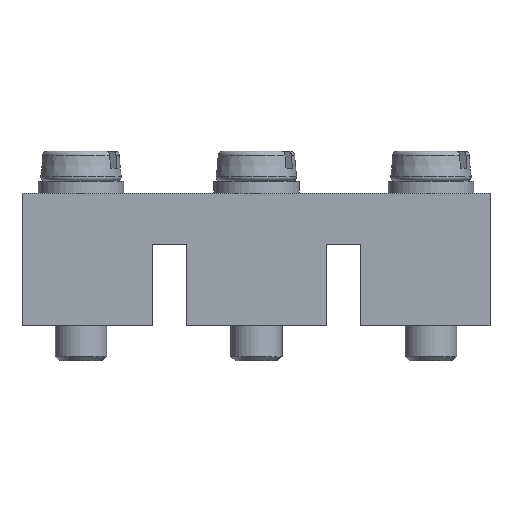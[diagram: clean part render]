
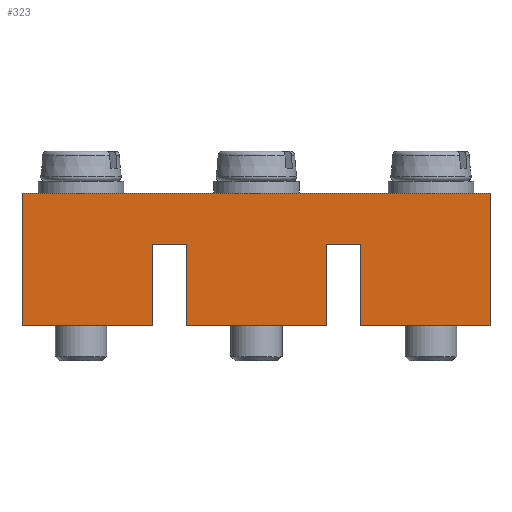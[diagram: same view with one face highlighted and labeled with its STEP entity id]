
A CAD part, top view. The second image highlights one B-rep face of the part: STEP entity #323.
In plain terms, the highlighted planar face has unit normal (0, 0, 1).
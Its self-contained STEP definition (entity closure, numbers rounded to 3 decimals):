
#132=PLANE('',#1209);
#170=FACE_OUTER_BOUND('',#537,.T.);
#196=LINE('',#1881,#244);
#199=LINE('',#1889,#247);
#203=LINE('',#1902,#251);
#204=LINE('',#1904,#252);
#205=LINE('',#1906,#253);
#206=LINE('',#1908,#254);
#207=LINE('',#1910,#255);
#208=LINE('',#1912,#256);
#209=LINE('',#1914,#257);
#210=LINE('',#1916,#258);
#211=LINE('',#1917,#259);
#212=LINE('',#1919,#260);
#244=VECTOR('',#1418,1.);
#247=VECTOR('',#1425,1.);
#251=VECTOR('',#1435,1.);
#252=VECTOR('',#1436,1.);
#253=VECTOR('',#1437,1.);
#254=VECTOR('',#1438,1.);
#255=VECTOR('',#1439,1.);
#256=VECTOR('',#1440,1.);
#257=VECTOR('',#1441,1.);
#258=VECTOR('',#1442,1.);
#259=VECTOR('',#1443,1.);
#260=VECTOR('',#1444,1.);
#323=ADVANCED_FACE('',(#170),#132,.T.);
#537=EDGE_LOOP('',(#715,#716,#717,#718,#719,#720,#721,#722,#723,#724,#725,
#726));
#715=ORIENTED_EDGE('',*,*,#1004,.T.);
#716=ORIENTED_EDGE('',*,*,#1014,.T.);
#717=ORIENTED_EDGE('',*,*,#1015,.T.);
#718=ORIENTED_EDGE('',*,*,#1016,.T.);
#719=ORIENTED_EDGE('',*,*,#1017,.T.);
#720=ORIENTED_EDGE('',*,*,#1018,.T.);
#721=ORIENTED_EDGE('',*,*,#1019,.T.);
#722=ORIENTED_EDGE('',*,*,#1020,.T.);
#723=ORIENTED_EDGE('',*,*,#1021,.T.);
#724=ORIENTED_EDGE('',*,*,#1008,.T.);
#725=ORIENTED_EDGE('',*,*,#1022,.T.);
#726=ORIENTED_EDGE('',*,*,#1023,.T.);
#892=VERTEX_POINT('',#1879);
#894=VERTEX_POINT('',#1882);
#897=VERTEX_POINT('',#1890);
#898=VERTEX_POINT('',#1891);
#903=VERTEX_POINT('',#1903);
#904=VERTEX_POINT('',#1905);
#905=VERTEX_POINT('',#1907);
#906=VERTEX_POINT('',#1909);
#907=VERTEX_POINT('',#1911);
#908=VERTEX_POINT('',#1913);
#909=VERTEX_POINT('',#1915);
#910=VERTEX_POINT('',#1918);
#1004=EDGE_CURVE('',#894,#892,#196,.T.);
#1008=EDGE_CURVE('',#897,#898,#199,.T.);
#1014=EDGE_CURVE('',#892,#903,#203,.T.);
#1015=EDGE_CURVE('',#903,#904,#204,.T.);
#1016=EDGE_CURVE('',#904,#905,#205,.T.);
#1017=EDGE_CURVE('',#905,#906,#206,.T.);
#1018=EDGE_CURVE('',#906,#907,#207,.T.);
#1019=EDGE_CURVE('',#907,#908,#208,.T.);
#1020=EDGE_CURVE('',#908,#909,#209,.T.);
#1021=EDGE_CURVE('',#909,#897,#210,.T.);
#1022=EDGE_CURVE('',#898,#910,#211,.T.);
#1023=EDGE_CURVE('',#910,#894,#212,.T.);
#1209=AXIS2_PLACEMENT_3D('',#1920,#1445,#1446);
#1418=DIRECTION('',(0.,1.,0.));
#1425=DIRECTION('',(-1.,0.,0.));
#1435=DIRECTION('',(1.,0.,0.));
#1436=DIRECTION('',(0.,-1.,0.));
#1437=DIRECTION('',(1.,0.,0.));
#1438=DIRECTION('',(0.,1.,0.));
#1439=DIRECTION('',(1.,0.,0.));
#1440=DIRECTION('',(0.,-1.,0.));
#1441=DIRECTION('',(1.,0.,0.));
#1442=DIRECTION('',(0.,1.,0.));
#1443=DIRECTION('',(0.,-1.,0.));
#1444=DIRECTION('',(1.,0.,0.));
#1445=DIRECTION('',(0.,0.,1.));
#1446=DIRECTION('',(-1.,0.,0.));
#1879=CARTESIAN_POINT('',(-2.,0.,10.));
#1881=CARTESIAN_POINT('',(-2.,-9.5,10.));
#1882=CARTESIAN_POINT('',(-2.,-9.5,10.));
#1889=CARTESIAN_POINT('',(17.1,6.,10.));
#1890=CARTESIAN_POINT('',(37.5,6.,10.));
#1891=CARTESIAN_POINT('',(-17.2,6.,10.));
#1902=CARTESIAN_POINT('',(-2.,0.,10.));
#1903=CARTESIAN_POINT('',(2.,0.,10.));
#1904=CARTESIAN_POINT('',(2.,0.,10.));
#1905=CARTESIAN_POINT('',(2.,-9.5,10.));
#1906=CARTESIAN_POINT('',(2.,-9.5,10.));
#1907=CARTESIAN_POINT('',(18.4,-9.5,10.));
#1908=CARTESIAN_POINT('',(18.4,-9.5,10.));
#1909=CARTESIAN_POINT('',(18.4,0.,10.));
#1910=CARTESIAN_POINT('',(18.4,0.,10.));
#1911=CARTESIAN_POINT('',(22.4,0.,10.));
#1912=CARTESIAN_POINT('',(22.4,0.,10.));
#1913=CARTESIAN_POINT('',(22.4,-9.5,10.));
#1914=CARTESIAN_POINT('',(22.4,-9.5,10.));
#1915=CARTESIAN_POINT('',(37.5,-9.5,10.));
#1916=CARTESIAN_POINT('',(37.5,-9.5,10.));
#1917=CARTESIAN_POINT('',(-17.2,6.,10.));
#1918=CARTESIAN_POINT('',(-17.2,-9.5,10.));
#1919=CARTESIAN_POINT('',(-17.2,-9.5,10.));
#1920=CARTESIAN_POINT('',(0.,0.,10.));
